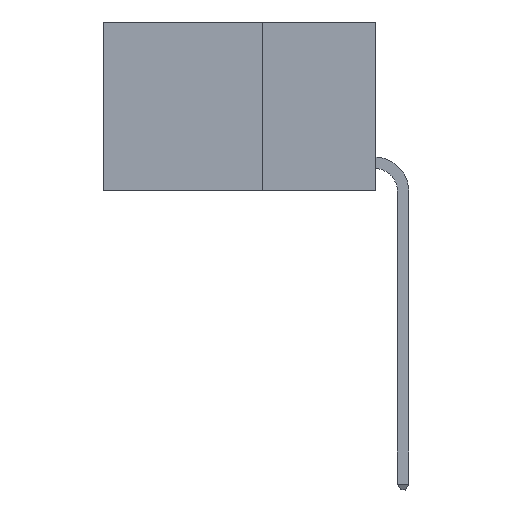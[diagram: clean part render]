
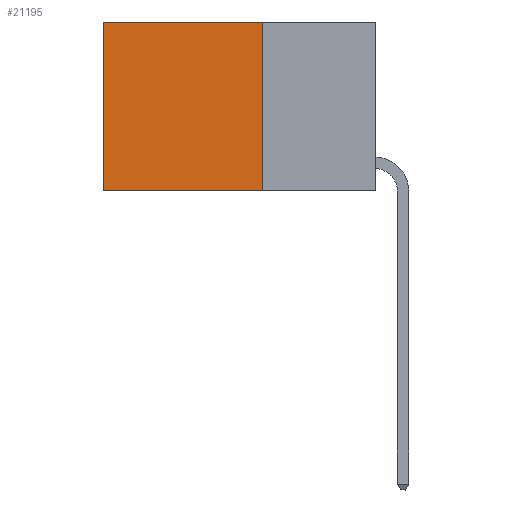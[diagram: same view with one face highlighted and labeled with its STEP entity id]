
A CAD part, left-side view. The second image highlights one B-rep face of the part: STEP entity #21195.
In plain terms, the highlighted planar face has unit normal (-1, 0, 0).
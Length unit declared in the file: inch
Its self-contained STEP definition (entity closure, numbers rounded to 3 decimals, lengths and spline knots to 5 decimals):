
#880 = DIRECTION ( 'NONE',  ( 0., 1., 0. ) ) ;
#1620 = VECTOR ( 'NONE', #17931, 39.37008 ) ;
#1898 = VECTOR ( 'NONE', #21062, 39.37008 ) ;
#2315 = ORIENTED_EDGE ( 'NONE', *, *, #20764, .F. ) ;
#4718 = CARTESIAN_POINT ( 'NONE',  ( 0.2625, 0.25, 0. ) ) ;
#5213 = EDGE_CURVE ( 'NONE', #8679, #8034, #17153, .T. ) ;
#5564 = CARTESIAN_POINT ( 'NONE',  ( 0.2625, 0.25, -0.37 ) ) ;
#7051 = CARTESIAN_POINT ( 'NONE',  ( 0.2625, 0.6, 0. ) ) ;
#7201 = LINE ( 'NONE', #7051, #1620 ) ;
#8034 = VERTEX_POINT ( 'NONE', #5564 ) ;
#8647 = CARTESIAN_POINT ( 'NONE',  ( 0.2625, 0.6, -0.37 ) ) ;
#8679 = VERTEX_POINT ( 'NONE', #12784 ) ;
#9006 = PLANE ( 'NONE',  #9378 ) ;
#9151 = EDGE_CURVE ( 'NONE', #10589, #16750, #7201, .T. ) ;
#9378 = AXIS2_PLACEMENT_3D ( 'NONE', #21633, #23415, #12635 ) ;
#10314 = EDGE_CURVE ( 'NONE', #8679, #10589, #18276, .T. ) ;
#10375 = ORIENTED_EDGE ( 'NONE', *, *, #10314, .T. ) ;
#10589 = VERTEX_POINT ( 'NONE', #23575 ) ;
#11218 = VECTOR ( 'NONE', #22127, 39.37008 ) ;
#12004 = CARTESIAN_POINT ( 'NONE',  ( 0.2625, 0.25, 0. ) ) ;
#12635 = DIRECTION ( 'NONE',  ( 0., 0., -1. ) ) ;
#12784 = CARTESIAN_POINT ( 'NONE',  ( 0.2625, 0.25, 0. ) ) ;
#15495 = LINE ( 'NONE', #16781, #11218 ) ;
#16442 = ORIENTED_EDGE ( 'NONE', *, *, #9151, .T. ) ;
#16750 = VERTEX_POINT ( 'NONE', #8647 ) ;
#16781 = CARTESIAN_POINT ( 'NONE',  ( 0.2625, 0.25, -0.37 ) ) ;
#17153 = LINE ( 'NONE', #4718, #1898 ) ;
#17211 = EDGE_LOOP ( 'NONE', ( #16442, #2315, #18769, #10375 ) ) ;
#17931 = DIRECTION ( 'NONE',  ( 0., 0., -1. ) ) ;
#18276 = LINE ( 'NONE', #12004, #18843 ) ;
#18769 = ORIENTED_EDGE ( 'NONE', *, *, #5213, .F. ) ;
#18843 = VECTOR ( 'NONE', #880, 39.37008 ) ;
#20229 = FACE_OUTER_BOUND ( 'NONE', #17211, .T. ) ;
#20764 = EDGE_CURVE ( 'NONE', #8034, #16750, #15495, .T. ) ;
#21062 = DIRECTION ( 'NONE',  ( 0., 0., -1. ) ) ;
#21195 = ADVANCED_FACE ( 'NONE', ( #20229 ), #9006, .F. ) ;
#21633 = CARTESIAN_POINT ( 'NONE',  ( 0.2625, 0.25, 0. ) ) ;
#22127 = DIRECTION ( 'NONE',  ( 0., 1., 0. ) ) ;
#23415 = DIRECTION ( 'NONE',  ( 1., 0., 0. ) ) ;
#23575 = CARTESIAN_POINT ( 'NONE',  ( 0.2625, 0.6, 0. ) ) ;
